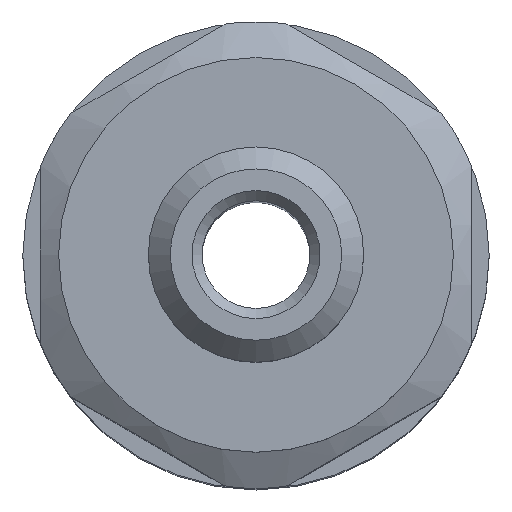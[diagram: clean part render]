
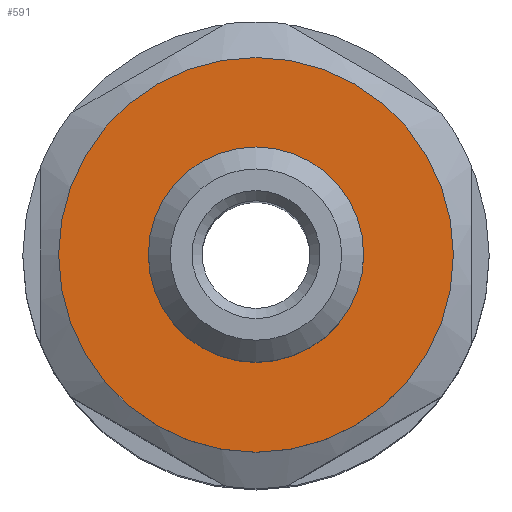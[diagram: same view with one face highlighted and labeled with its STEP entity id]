
A CAD part, top view. The second image highlights one B-rep face of the part: STEP entity #591.
In plain terms, the highlighted planar face has unit normal (0, 0, 1).
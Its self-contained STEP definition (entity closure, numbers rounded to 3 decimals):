
#90=CIRCLE('',#687,2.75);
#91=CIRCLE('',#689,1.09);
#196=ORIENTED_EDGE('',*,*,#292,.T.);
#197=ORIENTED_EDGE('',*,*,#291,.F.);
#291=EDGE_CURVE('',#346,#346,#90,.T.);
#292=EDGE_CURVE('',#347,#347,#91,.T.);
#346=VERTEX_POINT('',#1063);
#347=VERTEX_POINT('',#1066);
#448=EDGE_LOOP('',(#196));
#449=EDGE_LOOP('',(#197));
#524=FACE_BOUND('',#448,.T.);
#525=FACE_BOUND('',#449,.T.);
#550=PLANE('',#688);
#591=ADVANCED_FACE('',(#524,#525),#550,.T.);
#687=AXIS2_PLACEMENT_3D('',#1062,#867,#868);
#688=AXIS2_PLACEMENT_3D('',#1064,#869,#870);
#689=AXIS2_PLACEMENT_3D('',#1065,#871,#872);
#867=DIRECTION('',(0.,0.,-1.));
#868=DIRECTION('',(-1.,0.,0.));
#869=DIRECTION('',(0.,0.,1.));
#870=DIRECTION('',(1.,0.,0.));
#871=DIRECTION('',(0.,0.,-1.));
#872=DIRECTION('',(-1.,0.,0.));
#1062=CARTESIAN_POINT('',(0.,0.,16.));
#1063=CARTESIAN_POINT('',(-2.75,0.,16.));
#1064=CARTESIAN_POINT('',(0.,2.75,16.));
#1065=CARTESIAN_POINT('',(0.,0.,16.));
#1066=CARTESIAN_POINT('',(-1.09,0.,16.));
